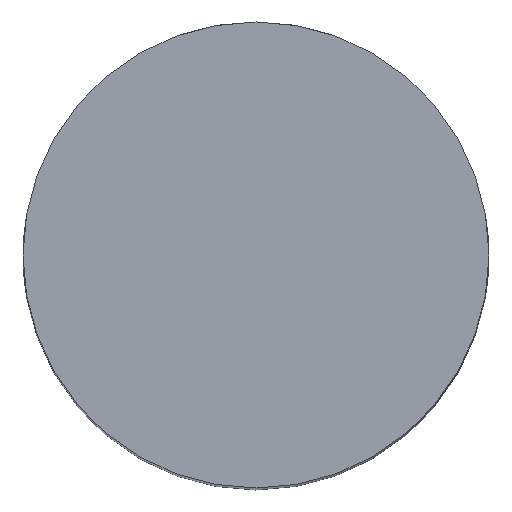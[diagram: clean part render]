
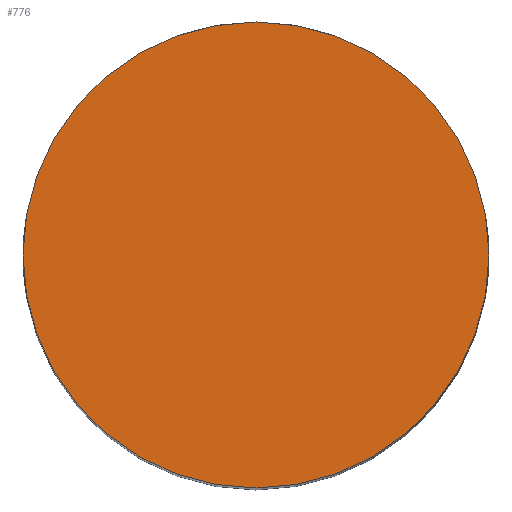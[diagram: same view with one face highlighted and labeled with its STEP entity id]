
A CAD part, top view. The second image highlights one B-rep face of the part: STEP entity #776.
In plain terms, the highlighted planar face has unit normal (0, 0, 1).
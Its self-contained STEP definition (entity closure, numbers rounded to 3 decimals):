
#106 = CARTESIAN_POINT ( 'NONE',  ( 0., 0., 175. ) ) ;
#159 = DIRECTION ( 'NONE',  ( 1., 0., 0. ) ) ;
#170 = VERTEX_POINT ( 'NONE', #1875 ) ;
#309 = DIRECTION ( 'NONE',  ( 1., 0., 0. ) ) ;
#373 = EDGE_CURVE ( 'NONE', #944, #170, #1263, .T. ) ;
#379 = AXIS2_PLACEMENT_3D ( 'NONE', #1929, #902, #159 ) ;
#458 = FACE_OUTER_BOUND ( 'NONE', #1514, .T. ) ;
#534 = ORIENTED_EDGE ( 'NONE', *, *, #2069, .T. ) ;
#691 = PLANE ( 'NONE',  #2072 ) ;
#699 = CIRCLE ( 'NONE', #904, 32.5 ) ;
#776 = ADVANCED_FACE ( 'NONE', ( #458 ), #691, .T. ) ;
#902 = DIRECTION ( 'NONE',  ( 0., 0., 1. ) ) ;
#904 = AXIS2_PLACEMENT_3D ( 'NONE', #1025, #2231, #1189 ) ;
#944 = VERTEX_POINT ( 'NONE', #1389 ) ;
#1025 = CARTESIAN_POINT ( 'NONE',  ( 0., 0., 175. ) ) ;
#1189 = DIRECTION ( 'NONE',  ( 1., 0., 0. ) ) ;
#1263 = CIRCLE ( 'NONE', #379, 32.5 ) ;
#1389 = CARTESIAN_POINT ( 'NONE',  ( -32.5, 0., 175. ) ) ;
#1397 = DIRECTION ( 'NONE',  ( 0., 0., 1. ) ) ;
#1514 = EDGE_LOOP ( 'NONE', ( #1961, #534 ) ) ;
#1875 = CARTESIAN_POINT ( 'NONE',  ( 32.5, 0., 175. ) ) ;
#1929 = CARTESIAN_POINT ( 'NONE',  ( 0., 0., 175. ) ) ;
#1961 = ORIENTED_EDGE ( 'NONE', *, *, #373, .T. ) ;
#2069 = EDGE_CURVE ( 'NONE', #170, #944, #699, .T. ) ;
#2072 = AXIS2_PLACEMENT_3D ( 'NONE', #106, #1397, #309 ) ;
#2231 = DIRECTION ( 'NONE',  ( 0., 0., 1. ) ) ;
